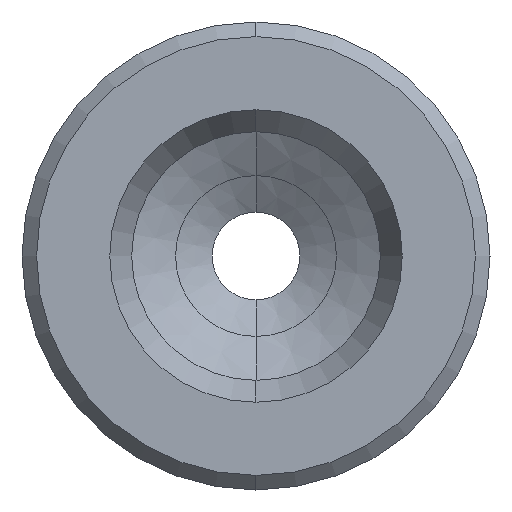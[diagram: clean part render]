
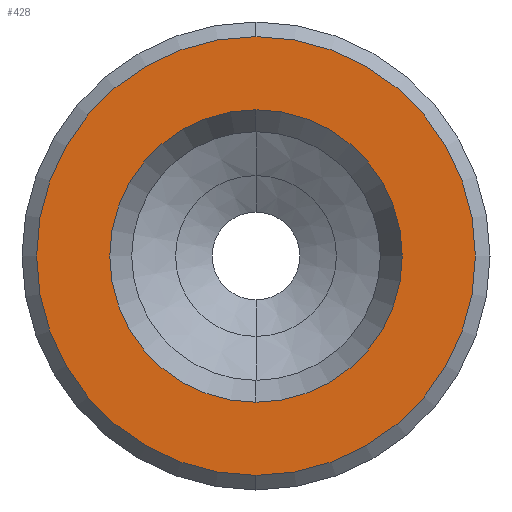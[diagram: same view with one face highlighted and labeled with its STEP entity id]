
A CAD part, left-side view. The second image highlights one B-rep face of the part: STEP entity #428.
In plain terms, the highlighted planar face has unit normal (-1, 0, 0).
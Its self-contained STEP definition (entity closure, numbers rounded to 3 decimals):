
#35 = VERTEX_POINT ( 'NONE', #509 ) ;
#36 = VERTEX_POINT ( 'NONE', #549 ) ;
#47 = EDGE_LOOP ( 'NONE', ( #102, #502 ) ) ;
#48 = EDGE_LOOP ( 'NONE', ( #85, #479 ) ) ;
#63 = AXIS2_PLACEMENT_3D ( 'NONE', #338, #608, #388 ) ;
#85 = ORIENTED_EDGE ( 'NONE', *, *, #573, .F. ) ;
#93 = CARTESIAN_POINT ( 'NONE',  ( -160., 0., -5. ) ) ;
#95 = EDGE_CURVE ( 'NONE', #35, #397, #541, .T. ) ;
#102 = ORIENTED_EDGE ( 'NONE', *, *, #95, .T. ) ;
#106 = DIRECTION ( 'NONE',  ( -1., 0., 0. ) ) ;
#142 = CARTESIAN_POINT ( 'NONE',  ( -160., 0., 7.5 ) ) ;
#167 = EDGE_CURVE ( 'NONE', #36, #415, #211, .T. ) ;
#182 = FACE_OUTER_BOUND ( 'NONE', #47, .T. ) ;
#197 = DIRECTION ( 'NONE',  ( 0., 0., 1. ) ) ;
#204 = FACE_BOUND ( 'NONE', #48, .T. ) ;
#211 = CIRCLE ( 'NONE', #286, 5. ) ;
#228 = AXIS2_PLACEMENT_3D ( 'NONE', #637, #365, #197 ) ;
#273 = EDGE_CURVE ( 'NONE', #397, #35, #513, .T. ) ;
#275 = CARTESIAN_POINT ( 'NONE',  ( -160., 0., 0. ) ) ;
#286 = AXIS2_PLACEMENT_3D ( 'NONE', #464, #404, #627 ) ;
#315 = DIRECTION ( 'NONE',  ( 0., 0., -1. ) ) ;
#338 = CARTESIAN_POINT ( 'NONE',  ( -160., 0., 0. ) ) ;
#365 = DIRECTION ( 'NONE',  ( -1., 0., 0. ) ) ;
#388 = DIRECTION ( 'NONE',  ( 0., 0., 1. ) ) ;
#397 = VERTEX_POINT ( 'NONE', #142 ) ;
#404 = DIRECTION ( 'NONE',  ( -1., 0., 0. ) ) ;
#415 = VERTEX_POINT ( 'NONE', #636 ) ;
#428 = ADVANCED_FACE ( 'NONE', ( #204, #182 ), #650, .F. ) ;
#443 = AXIS2_PLACEMENT_3D ( 'NONE', #275, #106, #561 ) ;
#464 = CARTESIAN_POINT ( 'NONE',  ( -160., 0., 0. ) ) ;
#479 = ORIENTED_EDGE ( 'NONE', *, *, #167, .F. ) ;
#485 = DIRECTION ( 'NONE',  ( 1., 0., 0. ) ) ;
#502 = ORIENTED_EDGE ( 'NONE', *, *, #273, .T. ) ;
#509 = CARTESIAN_POINT ( 'NONE',  ( -160., 0., -7.5 ) ) ;
#513 = CIRCLE ( 'NONE', #228, 7.5 ) ;
#541 = CIRCLE ( 'NONE', #443, 7.5 ) ;
#549 = CARTESIAN_POINT ( 'NONE',  ( -160., 0., -5. ) ) ;
#559 = CIRCLE ( 'NONE', #63, 5. ) ;
#561 = DIRECTION ( 'NONE',  ( 0., 0., 1. ) ) ;
#573 = EDGE_CURVE ( 'NONE', #415, #36, #559, .T. ) ;
#608 = DIRECTION ( 'NONE',  ( -1., 0., 0. ) ) ;
#627 = DIRECTION ( 'NONE',  ( 0., 0., 1. ) ) ;
#636 = CARTESIAN_POINT ( 'NONE',  ( -160., 0., 5. ) ) ;
#637 = CARTESIAN_POINT ( 'NONE',  ( -160., 0., 0. ) ) ;
#650 = PLANE ( 'NONE',  #680 ) ;
#680 = AXIS2_PLACEMENT_3D ( 'NONE', #93, #485, #315 ) ;
